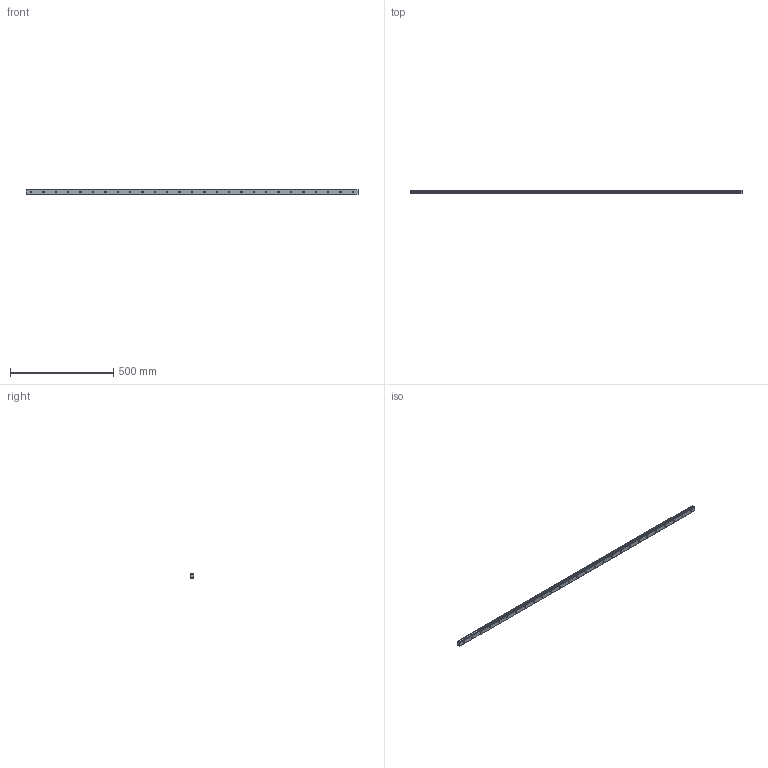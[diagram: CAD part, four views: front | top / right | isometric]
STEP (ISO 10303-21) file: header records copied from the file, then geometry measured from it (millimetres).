
FILE_DESCRIPTION (( 'STEP AP214' ), '1' );
FILE_NAME ('SSR25XTB1SS-1610LY_G25_0_B-M6F_763-5_0_0_0.STEP', '2021-06-28T13:25:55', ( '' ), ( '' ), 'SwSTEP 2.0', 'SolidWorks 2021', '' );
FILE_SCHEMA (( 'AUTOMOTIVE_DESIGN' ));
Length unit declared in the file: millimetre
Products named in the file (2): SSR25XTB1SS-1610LY_G25_0_B-M6F_763-5_0_0_0; _SSR25XTBY161025Y Track
Assembly tree (1 placements, depth 2):
  SSR25XTB1SS-1610LY_G25_0_B-M6F_763-5_0_0_0
    _SSR25XTBY161025Y Track
Bounding box: 1610 x 18 x 23 mm (x, y, z)
Volume: 563005.3 mm3; surface area: 151692.1 mm2
Topology: 1 solids, 1 shells, 161 faces, 396 edges, 264 vertices
Faces by surface type: cylinder 116, plane 45
Entity records: 5056 total; most frequent: DIRECTION 958, CARTESIAN_POINT 825, ORIENTED_EDGE 792, AXIS2_PLACEMENT_3D 397, EDGE_CURVE 396, VERTEX_POINT 264, EDGE_LOOP 242, CIRCLE 232
